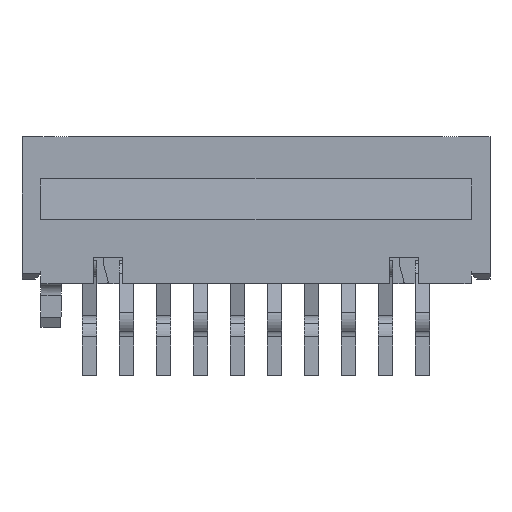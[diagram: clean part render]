
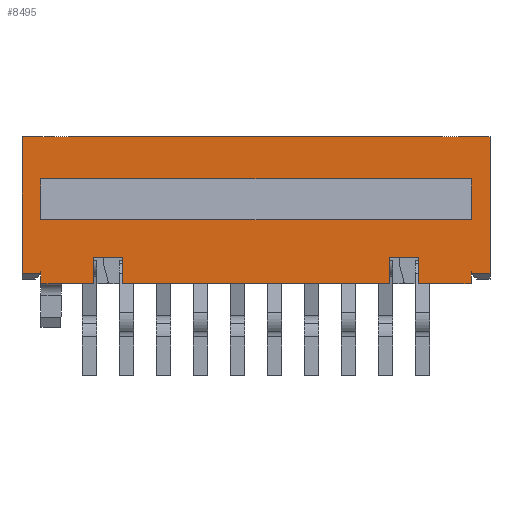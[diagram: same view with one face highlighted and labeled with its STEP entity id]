
A CAD part, front view. The second image highlights one B-rep face of the part: STEP entity #8495.
In plain terms, the highlighted planar face has unit normal (0, -1, 0).
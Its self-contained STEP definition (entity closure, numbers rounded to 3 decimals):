
#154=DIRECTION('',(-1.,0.,0.));
#155=VECTOR('',#154,1.81);
#156=CARTESIAN_POINT('',(7.39,-2.5,-5.05));
#157=LINE('',#156,#155);
#194=DIRECTION('',(-1.,0.,0.));
#195=VECTOR('',#194,9.16);
#196=CARTESIAN_POINT('',(4.58,-2.5,-5.05));
#197=LINE('',#196,#195);
#242=DIRECTION('',(-1.,0.,0.));
#243=VECTOR('',#242,1.81);
#244=CARTESIAN_POINT('',(-5.58,-2.5,-5.05));
#245=LINE('',#244,#243);
#426=DIRECTION('',(-1.,0.,0.));
#427=VECTOR('',#426,14.78);
#428=CARTESIAN_POINT('',(7.39,-2.5,-2.85));
#429=LINE('',#428,#427);
#430=DIRECTION('',(0.,0.,-1.));
#431=VECTOR('',#430,1.4);
#432=CARTESIAN_POINT('',(7.39,-2.5,-1.45));
#433=LINE('',#432,#431);
#434=DIRECTION('',(1.,0.,0.));
#435=VECTOR('',#434,14.78);
#436=CARTESIAN_POINT('',(-7.39,-2.5,-1.45));
#437=LINE('',#436,#435);
#438=DIRECTION('',(0.,0.,1.));
#439=VECTOR('',#438,1.4);
#440=CARTESIAN_POINT('',(-7.39,-2.5,-2.85));
#441=LINE('',#440,#439);
#442=DIRECTION('',(1.,0.,0.));
#443=VECTOR('',#442,0.615);
#444=CARTESIAN_POINT('',(-8.04,-2.5,-4.7));
#445=LINE('',#444,#443);
#446=DIRECTION('',(0.,0.,-1.));
#447=VECTOR('',#446,4.7);
#448=CARTESIAN_POINT('',(-8.04,-2.5,0.));
#449=LINE('',#448,#447);
#450=DIRECTION('',(-1.,0.,0.));
#451=VECTOR('',#450,16.08);
#452=CARTESIAN_POINT('',(8.04,-2.5,0.));
#453=LINE('',#452,#451);
#454=DIRECTION('',(0.,0.,1.));
#455=VECTOR('',#454,4.7);
#456=CARTESIAN_POINT('',(8.04,-2.5,-4.7));
#457=LINE('',#456,#455);
#458=DIRECTION('',(-1.,0.,0.));
#459=VECTOR('',#458,0.615);
#460=CARTESIAN_POINT('',(8.04,-2.5,-4.7));
#461=LINE('',#460,#459);
#462=DIRECTION('',(0.5,0.,-0.866));
#463=VECTOR('',#462,0.069);
#464=CARTESIAN_POINT('',(7.39,-2.5,-4.64));
#465=LINE('',#464,#463);
#466=DIRECTION('',(0.,0.,-1.));
#467=VECTOR('',#466,0.41);
#468=CARTESIAN_POINT('',(7.39,-2.5,-4.64));
#469=LINE('',#468,#467);
#470=DIRECTION('',(0.,0.,1.));
#471=VECTOR('',#470,0.9);
#472=CARTESIAN_POINT('',(5.58,-2.5,-5.05));
#473=LINE('',#472,#471);
#474=DIRECTION('',(-1.,0.,0.));
#475=VECTOR('',#474,1.);
#476=CARTESIAN_POINT('',(5.58,-2.5,-4.15));
#477=LINE('',#476,#475);
#478=DIRECTION('',(0.,0.,1.));
#479=VECTOR('',#478,0.9);
#480=CARTESIAN_POINT('',(4.58,-2.5,-5.05));
#481=LINE('',#480,#479);
#482=DIRECTION('',(0.,0.,1.));
#483=VECTOR('',#482,0.9);
#484=CARTESIAN_POINT('',(-4.58,-2.5,-5.05));
#485=LINE('',#484,#483);
#486=DIRECTION('',(-1.,0.,0.));
#487=VECTOR('',#486,1.);
#488=CARTESIAN_POINT('',(-4.58,-2.5,-4.15));
#489=LINE('',#488,#487);
#490=DIRECTION('',(0.,0.,1.));
#491=VECTOR('',#490,0.9);
#492=CARTESIAN_POINT('',(-5.58,-2.5,-5.05));
#493=LINE('',#492,#491);
#494=DIRECTION('',(0.5,0.,0.866));
#495=VECTOR('',#494,0.069);
#496=CARTESIAN_POINT('',(-7.425,-2.5,-4.7));
#497=LINE('',#496,#495);
#642=DIRECTION('',(0.,0.,-1.));
#643=VECTOR('',#642,0.41);
#644=CARTESIAN_POINT('',(-7.39,-2.5,-4.64));
#645=LINE('',#644,#643);
#6149=CARTESIAN_POINT('',(7.39,-2.5,-5.05));
#6151=VERTEX_POINT('',#6149);
#6200=CARTESIAN_POINT('',(5.58,-2.5,-4.15));
#6202=VERTEX_POINT('',#6200);
#6208=CARTESIAN_POINT('',(4.58,-2.5,-4.15));
#6210=VERTEX_POINT('',#6208);
#6216=CARTESIAN_POINT('',(-4.58,-2.5,-4.15));
#6218=VERTEX_POINT('',#6216);
#6224=CARTESIAN_POINT('',(-5.58,-2.5,-4.15));
#6226=VERTEX_POINT('',#6224);
#6232=CARTESIAN_POINT('',(8.04,-2.5,0.));
#6233=CARTESIAN_POINT('',(-8.04,-2.5,0.));
#6234=VERTEX_POINT('',#6232);
#6235=VERTEX_POINT('',#6233);
#6240=CARTESIAN_POINT('',(-7.39,-2.5,-1.45));
#6241=CARTESIAN_POINT('',(7.39,-2.5,-1.45));
#6242=VERTEX_POINT('',#6240);
#6243=VERTEX_POINT('',#6241);
#6244=CARTESIAN_POINT('',(-7.39,-2.5,-2.85));
#6245=VERTEX_POINT('',#6244);
#6246=CARTESIAN_POINT('',(7.39,-2.5,-2.85));
#6247=VERTEX_POINT('',#6246);
#6736=CARTESIAN_POINT('',(-7.39,-2.5,-5.05));
#6737=VERTEX_POINT('',#6736);
#6785=CARTESIAN_POINT('',(5.58,-2.5,-5.05));
#6787=VERTEX_POINT('',#6785);
#6793=CARTESIAN_POINT('',(4.58,-2.5,-5.05));
#6795=VERTEX_POINT('',#6793);
#6801=CARTESIAN_POINT('',(-4.58,-2.5,-5.05));
#6803=VERTEX_POINT('',#6801);
#6809=CARTESIAN_POINT('',(-5.58,-2.5,-5.05));
#6811=VERTEX_POINT('',#6809);
#6812=CARTESIAN_POINT('',(7.39,-2.5,-4.64));
#6813=VERTEX_POINT('',#6812);
#6814=CARTESIAN_POINT('',(-7.39,-2.5,-4.64));
#6815=VERTEX_POINT('',#6814);
#6916=CARTESIAN_POINT('',(8.04,-2.5,-4.7));
#6917=CARTESIAN_POINT('',(7.425,-2.5,-4.7));
#6918=VERTEX_POINT('',#6916);
#6919=VERTEX_POINT('',#6917);
#6940=CARTESIAN_POINT('',(-8.04,-2.5,-4.7));
#6941=CARTESIAN_POINT('',(-7.425,-2.5,-4.7));
#6942=VERTEX_POINT('',#6940);
#6943=VERTEX_POINT('',#6941);
#8449=CARTESIAN_POINT('',(7.39,-2.5,-1.45));
#8450=DIRECTION('',(0.,-1.,0.));
#8451=DIRECTION('',(-1.,0.,0.));
#8452=AXIS2_PLACEMENT_3D('',#8449,#8450,#8451);
#8453=PLANE('',#8452);
#8455=ORIENTED_EDGE('',*,*,#8454,.F.);
#8457=ORIENTED_EDGE('',*,*,#8456,.F.);
#8459=ORIENTED_EDGE('',*,*,#8458,.F.);
#8461=ORIENTED_EDGE('',*,*,#8460,.F.);
#8463=ORIENTED_EDGE('',*,*,#8462,.T.);
#8465=ORIENTED_EDGE('',*,*,#8464,.F.);
#8467=ORIENTED_EDGE('',*,*,#8466,.T.);
#8468=ORIENTED_EDGE('',*,*,#8072,.T.);
#8469=ORIENTED_EDGE('',*,*,#8160,.T.);
#8470=ORIENTED_EDGE('',*,*,#8212,.T.);
#8471=ORIENTED_EDGE('',*,*,#8431,.F.);
#8472=ORIENTED_EDGE('',*,*,#8108,.T.);
#8474=ORIENTED_EDGE('',*,*,#8473,.T.);
#8475=ORIENTED_EDGE('',*,*,#8204,.T.);
#8477=ORIENTED_EDGE('',*,*,#8476,.F.);
#8478=ORIENTED_EDGE('',*,*,#8148,.T.);
#8480=ORIENTED_EDGE('',*,*,#8479,.F.);
#8482=ORIENTED_EDGE('',*,*,#8481,.F.);
#8483=EDGE_LOOP('',(#8455,#8457,#8459,#8461,#8463,#8465,#8467,#8468,#8469,#8470,
#8471,#8472,#8474,#8475,#8477,#8478,#8480,#8482));
#8484=FACE_OUTER_BOUND('',#8483,.F.);
#8486=ORIENTED_EDGE('',*,*,#8485,.F.);
#8488=ORIENTED_EDGE('',*,*,#8487,.F.);
#8490=ORIENTED_EDGE('',*,*,#8489,.F.);
#8492=ORIENTED_EDGE('',*,*,#8491,.F.);
#8493=EDGE_LOOP('',(#8486,#8488,#8490,#8492));
#8494=FACE_BOUND('',#8493,.F.);
#8072=EDGE_CURVE('',#6151,#6787,#157,.T.);
#8108=EDGE_CURVE('',#6795,#6803,#197,.T.);
#8148=EDGE_CURVE('',#6811,#6737,#245,.T.);
#8160=EDGE_CURVE('',#6787,#6202,#473,.T.);
#8204=EDGE_CURVE('',#6218,#6226,#489,.T.);
#8212=EDGE_CURVE('',#6202,#6210,#477,.T.);
#8431=EDGE_CURVE('',#6795,#6210,#481,.T.);
#8454=EDGE_CURVE('',#6942,#6943,#445,.T.);
#8456=EDGE_CURVE('',#6235,#6942,#449,.T.);
#8458=EDGE_CURVE('',#6234,#6235,#453,.T.);
#8460=EDGE_CURVE('',#6918,#6234,#457,.T.);
#8462=EDGE_CURVE('',#6918,#6919,#461,.T.);
#8464=EDGE_CURVE('',#6813,#6919,#465,.T.);
#8466=EDGE_CURVE('',#6813,#6151,#469,.T.);
#8473=EDGE_CURVE('',#6803,#6218,#485,.T.);
#8476=EDGE_CURVE('',#6811,#6226,#493,.T.);
#8479=EDGE_CURVE('',#6815,#6737,#645,.T.);
#8481=EDGE_CURVE('',#6943,#6815,#497,.T.);
#8485=EDGE_CURVE('',#6247,#6245,#429,.T.);
#8487=EDGE_CURVE('',#6243,#6247,#433,.T.);
#8489=EDGE_CURVE('',#6242,#6243,#437,.T.);
#8491=EDGE_CURVE('',#6245,#6242,#441,.T.);
#8495=ADVANCED_FACE('',(#8484,#8494),#8453,.T.);
